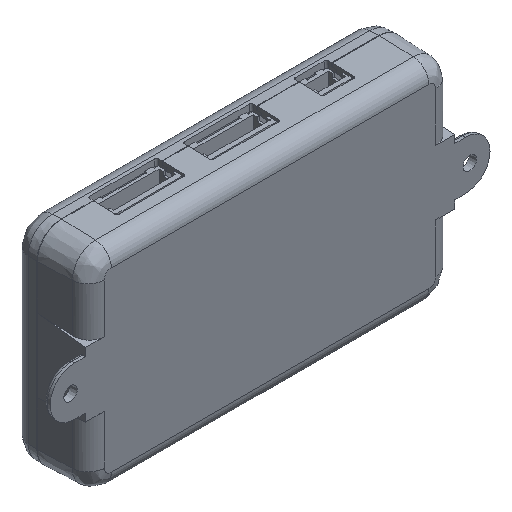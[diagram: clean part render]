
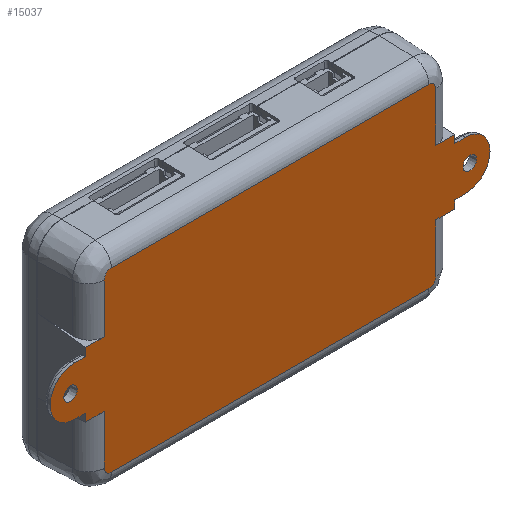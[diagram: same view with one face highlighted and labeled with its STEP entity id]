
A CAD part, isometric view. The second image highlights one B-rep face of the part: STEP entity #15037.
In plain terms, the highlighted planar face has unit normal (0, -1, 0).
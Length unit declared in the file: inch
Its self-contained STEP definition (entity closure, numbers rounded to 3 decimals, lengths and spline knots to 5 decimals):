
#678=FACE_BOUND($,#2643,.T.);
#679=FACE_BOUND($,#2644,.T.);
#878=CIRCLE($,#15882,0.10319);
#880=CIRCLE($,#15885,0.10319);
#917=CIRCLE($,#15947,0.375);
#918=CIRCLE($,#15948,0.10704);
#919=CIRCLE($,#15949,0.10704);
#920=CIRCLE($,#15950,0.375);
#921=CIRCLE($,#15951,0.10704);
#922=CIRCLE($,#15952,0.10704);
#1131=PLANE($,#15946);
#1810=FACE_OUTER_BOUND($,#2642,.T.);
#2642=EDGE_LOOP($,(#10918,#10919,#10920,#10921,#10922,#10923,#10924,#10925,
#10926,#10927,#10928,#10929,#10930,#10931,#10932,#10933,#10934,#10935,#10936,
#10937,#10938,#10939,#10940,#10941));
#2643=EDGE_LOOP($,(#10942));
#2644=EDGE_LOOP($,(#10943));
#3637=LINE($,#21243,#5349);
#3638=LINE($,#21245,#5350);
#3639=LINE($,#21249,#5351);
#3640=LINE($,#21251,#5352);
#3641=LINE($,#21253,#5353);
#3642=LINE($,#21255,#5354);
#3643=LINE($,#21259,#5355);
#3644=LINE($,#21263,#5356);
#3645=LINE($,#21265,#5357);
#3646=LINE($,#21267,#5358);
#3647=LINE($,#21269,#5359);
#3648=LINE($,#21273,#5360);
#3649=LINE($,#21275,#5361);
#3650=LINE($,#21277,#5362);
#3651=LINE($,#21279,#5363);
#3652=LINE($,#21283,#5364);
#3653=LINE($,#21287,#5365);
#3654=LINE($,#21288,#5366);
#5349=VECTOR($,#17318,0.12101);
#5350=VECTOR($,#17319,0.1676);
#5351=VECTOR($,#17322,0.1676);
#5352=VECTOR($,#17323,0.12101);
#5353=VECTOR($,#17324,0.28786);
#5354=VECTOR($,#17325,0.75399);
#5355=VECTOR($,#17328,4.875);
#5356=VECTOR($,#17331,0.75399);
#5357=VECTOR($,#17332,0.28786);
#5358=VECTOR($,#17333,0.12101);
#5359=VECTOR($,#17334,0.1676);
#5360=VECTOR($,#17337,0.1676);
#5361=VECTOR($,#17338,0.12101);
#5362=VECTOR($,#17339,0.28786);
#5363=VECTOR($,#17340,0.75399);
#5364=VECTOR($,#17343,4.875);
#5365=VECTOR($,#17346,0.75399);
#5366=VECTOR($,#17347,0.28786);
#7112=VERTEX_POINT($,#21129);
#7114=VERTEX_POINT($,#21134);
#7159=VERTEX_POINT($,#21241);
#7160=VERTEX_POINT($,#21242);
#7161=VERTEX_POINT($,#21244);
#7162=VERTEX_POINT($,#21246);
#7163=VERTEX_POINT($,#21248);
#7164=VERTEX_POINT($,#21250);
#7165=VERTEX_POINT($,#21252);
#7166=VERTEX_POINT($,#21254);
#7167=VERTEX_POINT($,#21256);
#7168=VERTEX_POINT($,#21258);
#7169=VERTEX_POINT($,#21260);
#7170=VERTEX_POINT($,#21262);
#7171=VERTEX_POINT($,#21264);
#7172=VERTEX_POINT($,#21266);
#7173=VERTEX_POINT($,#21268);
#7174=VERTEX_POINT($,#21270);
#7175=VERTEX_POINT($,#21272);
#7176=VERTEX_POINT($,#21274);
#7177=VERTEX_POINT($,#21276);
#7178=VERTEX_POINT($,#21278);
#7179=VERTEX_POINT($,#21280);
#7180=VERTEX_POINT($,#21282);
#7181=VERTEX_POINT($,#21284);
#7182=VERTEX_POINT($,#21286);
#8625=EDGE_CURVE($,#7112,#7112,#878,.T.);
#8627=EDGE_CURVE($,#7114,#7114,#880,.T.);
#8672=EDGE_CURVE($,#7159,#7160,#3637,.T.);
#8673=EDGE_CURVE($,#7161,#7159,#3638,.T.);
#8674=EDGE_CURVE($,#7162,#7161,#917,.T.);
#8675=EDGE_CURVE($,#7163,#7162,#3639,.T.);
#8676=EDGE_CURVE($,#7164,#7163,#3640,.T.);
#8677=EDGE_CURVE($,#7165,#7164,#3641,.T.);
#8678=EDGE_CURVE($,#7165,#7166,#3642,.T.);
#8679=EDGE_CURVE($,#7166,#7167,#918,.T.);
#8680=EDGE_CURVE($,#7167,#7168,#3643,.T.);
#8681=EDGE_CURVE($,#7168,#7169,#919,.T.);
#8682=EDGE_CURVE($,#7169,#7170,#3644,.T.);
#8683=EDGE_CURVE($,#7170,#7171,#3645,.T.);
#8684=EDGE_CURVE($,#7171,#7172,#3646,.T.);
#8685=EDGE_CURVE($,#7172,#7173,#3647,.T.);
#8686=EDGE_CURVE($,#7173,#7174,#920,.T.);
#8687=EDGE_CURVE($,#7174,#7175,#3648,.T.);
#8688=EDGE_CURVE($,#7175,#7176,#3649,.T.);
#8689=EDGE_CURVE($,#7176,#7177,#3650,.T.);
#8690=EDGE_CURVE($,#7177,#7178,#3651,.T.);
#8691=EDGE_CURVE($,#7178,#7179,#921,.T.);
#8692=EDGE_CURVE($,#7179,#7180,#3652,.T.);
#8693=EDGE_CURVE($,#7180,#7181,#922,.T.);
#8694=EDGE_CURVE($,#7181,#7182,#3653,.T.);
#8695=EDGE_CURVE($,#7160,#7182,#3654,.T.);
#10918=ORIENTED_EDGE($,*,*,#8672,.F.);
#10919=ORIENTED_EDGE($,*,*,#8673,.F.);
#10920=ORIENTED_EDGE($,*,*,#8674,.F.);
#10921=ORIENTED_EDGE($,*,*,#8675,.F.);
#10922=ORIENTED_EDGE($,*,*,#8676,.F.);
#10923=ORIENTED_EDGE($,*,*,#8677,.F.);
#10924=ORIENTED_EDGE($,*,*,#8678,.T.);
#10925=ORIENTED_EDGE($,*,*,#8679,.T.);
#10926=ORIENTED_EDGE($,*,*,#8680,.T.);
#10927=ORIENTED_EDGE($,*,*,#8681,.T.);
#10928=ORIENTED_EDGE($,*,*,#8682,.T.);
#10929=ORIENTED_EDGE($,*,*,#8683,.T.);
#10930=ORIENTED_EDGE($,*,*,#8684,.T.);
#10931=ORIENTED_EDGE($,*,*,#8685,.T.);
#10932=ORIENTED_EDGE($,*,*,#8686,.T.);
#10933=ORIENTED_EDGE($,*,*,#8687,.T.);
#10934=ORIENTED_EDGE($,*,*,#8688,.T.);
#10935=ORIENTED_EDGE($,*,*,#8689,.T.);
#10936=ORIENTED_EDGE($,*,*,#8690,.T.);
#10937=ORIENTED_EDGE($,*,*,#8691,.T.);
#10938=ORIENTED_EDGE($,*,*,#8692,.T.);
#10939=ORIENTED_EDGE($,*,*,#8693,.T.);
#10940=ORIENTED_EDGE($,*,*,#8694,.T.);
#10941=ORIENTED_EDGE($,*,*,#8695,.F.);
#10942=ORIENTED_EDGE($,*,*,#8625,.F.);
#10943=ORIENTED_EDGE($,*,*,#8627,.T.);
#15037=ADVANCED_FACE($,(#1810,#678,#679),#1131,.T.);
#15882=AXIS2_PLACEMENT_3D($,#21130,#17188,#17189);
#15885=AXIS2_PLACEMENT_3D($,#21135,#17194,#17195);
#15946=AXIS2_PLACEMENT_3D($,#21240,#17316,#17317);
#15947=AXIS2_PLACEMENT_3D($,#21247,#17320,#17321);
#15948=AXIS2_PLACEMENT_3D($,#21257,#17326,#17327);
#15949=AXIS2_PLACEMENT_3D($,#21261,#17329,#17330);
#15950=AXIS2_PLACEMENT_3D($,#21271,#17335,#17336);
#15951=AXIS2_PLACEMENT_3D($,#21281,#17341,#17342);
#15952=AXIS2_PLACEMENT_3D($,#21285,#17344,#17345);
#17188=DIRECTION('center_axis',(0.,-1.,0.));
#17189=DIRECTION('ref_axis',(0.,0.,1.));
#17194=DIRECTION('center_axis',(0.,1.,0.));
#17195=DIRECTION('ref_axis',(0.,0.,1.));
#17316=DIRECTION('center_axis',(0.,-1.,0.));
#17317=DIRECTION('ref_axis',(0.,0.,-1.));
#17318=DIRECTION($,(0.,0.,1.));
#17319=DIRECTION($,(1.,0.,0.));
#17320=DIRECTION('center_axis',(0.,1.,0.));
#17321=DIRECTION('ref_axis',(0.,0.,-1.));
#17322=DIRECTION($,(-1.,0.,0.));
#17323=DIRECTION($,(0.,0.,1.));
#17324=DIRECTION($,(-1.,0.,0.));
#17325=DIRECTION($,(0.,0.,-1.));
#17326=DIRECTION('center_axis',(0.,-1.,0.));
#17327=DIRECTION('ref_axis',(0.,0.,-1.));
#17328=DIRECTION($,(1.,0.,0.));
#17329=DIRECTION('center_axis',(0.,-1.,0.));
#17330=DIRECTION('ref_axis',(0.,0.,-1.));
#17331=DIRECTION($,(0.,0.,1.));
#17332=DIRECTION($,(1.,0.,0.));
#17333=DIRECTION($,(0.,0.,1.));
#17334=DIRECTION($,(1.,0.,0.));
#17335=DIRECTION('center_axis',(0.,-1.,0.));
#17336=DIRECTION('ref_axis',(0.,0.,-1.));
#17337=DIRECTION($,(-1.,0.,0.));
#17338=DIRECTION($,(0.,0.,1.));
#17339=DIRECTION($,(-1.,0.,0.));
#17340=DIRECTION($,(0.,0.,1.));
#17341=DIRECTION('center_axis',(0.,-1.,0.));
#17342=DIRECTION('ref_axis',(0.,0.,-1.));
#17343=DIRECTION($,(-1.,0.,0.));
#17344=DIRECTION('center_axis',(0.,-1.,0.));
#17345=DIRECTION('ref_axis',(0.,0.,-1.));
#17346=DIRECTION($,(0.,0.,-1.));
#17347=DIRECTION($,(1.,0.,0.));
#21129=CARTESIAN_POINT('',(-3.065,-0.76,0.10319));
#21130=CARTESIAN_POINT('Origin',(-3.065,-0.76,0.));
#21134=CARTESIAN_POINT('',(3.065,-0.76,0.10319));
#21135=CARTESIAN_POINT('Origin',(3.065,-0.76,0.));
#21240=CARTESIAN_POINT('Origin',(-2.4375,-0.76,-1.25));
#21241=CARTESIAN_POINT('',(-2.8324,-0.76,0.375));
#21242=CARTESIAN_POINT('',(-2.8324,-0.76,0.49601));
#21243=CARTESIAN_POINT($,(-2.8324,-0.76,-1.25));
#21244=CARTESIAN_POINT('',(-3.,-0.76,0.375));
#21245=CARTESIAN_POINT($,(-3.,-0.76,0.375));
#21246=CARTESIAN_POINT('',(-3.,-0.76,-0.375));
#21247=CARTESIAN_POINT('Origin',(-3.,-0.76,0.));
#21248=CARTESIAN_POINT('',(-2.8324,-0.76,-0.375));
#21249=CARTESIAN_POINT($,(-3.,-0.76,-0.375));
#21250=CARTESIAN_POINT('',(-2.8324,-0.76,-0.49601));
#21251=CARTESIAN_POINT($,(-2.8324,-0.76,-1.25));
#21252=CARTESIAN_POINT('',(-2.54454,-0.76,-0.49601));
#21253=CARTESIAN_POINT($,(-2.4375,-0.76,-0.49601));
#21254=CARTESIAN_POINT('',(-2.54454,-0.76,-1.25));
#21255=CARTESIAN_POINT($,(-2.54454,-0.76,-1.25));
#21256=CARTESIAN_POINT('',(-2.4375,-0.76,-1.35704));
#21257=CARTESIAN_POINT('Origin',(-2.4375,-0.76,-1.25));
#21258=CARTESIAN_POINT('',(2.4375,-0.76,-1.35704));
#21259=CARTESIAN_POINT($,(-2.4375,-0.76,-1.35704));
#21260=CARTESIAN_POINT('',(2.54454,-0.76,-1.25));
#21261=CARTESIAN_POINT('Origin',(2.4375,-0.76,-1.25));
#21262=CARTESIAN_POINT('',(2.54454,-0.76,-0.49601));
#21263=CARTESIAN_POINT($,(2.54454,-0.76,-1.25));
#21264=CARTESIAN_POINT('',(2.8324,-0.76,-0.49601));
#21265=CARTESIAN_POINT($,(-2.4375,-0.76,-0.49601));
#21266=CARTESIAN_POINT('',(2.8324,-0.76,-0.375));
#21267=CARTESIAN_POINT($,(2.8324,-0.76,-1.25));
#21268=CARTESIAN_POINT('',(3.,-0.76,-0.375));
#21269=CARTESIAN_POINT($,(3.,-0.76,-0.375));
#21270=CARTESIAN_POINT('',(3.,-0.76,0.375));
#21271=CARTESIAN_POINT('Origin',(3.,-0.76,0.));
#21272=CARTESIAN_POINT('',(2.8324,-0.76,0.375));
#21273=CARTESIAN_POINT($,(3.,-0.76,0.375));
#21274=CARTESIAN_POINT('',(2.8324,-0.76,0.49601));
#21275=CARTESIAN_POINT($,(2.8324,-0.76,-1.25));
#21276=CARTESIAN_POINT('',(2.54454,-0.76,0.49601));
#21277=CARTESIAN_POINT($,(-2.4375,-0.76,0.49601));
#21278=CARTESIAN_POINT('',(2.54454,-0.76,1.25));
#21279=CARTESIAN_POINT($,(2.54454,-0.76,-1.25));
#21280=CARTESIAN_POINT('',(2.4375,-0.76,1.35704));
#21281=CARTESIAN_POINT('Origin',(2.4375,-0.76,1.25));
#21282=CARTESIAN_POINT('',(-2.4375,-0.76,1.35704));
#21283=CARTESIAN_POINT($,(-2.4375,-0.76,1.35704));
#21284=CARTESIAN_POINT('',(-2.54454,-0.76,1.25));
#21285=CARTESIAN_POINT('Origin',(-2.4375,-0.76,1.25));
#21286=CARTESIAN_POINT('',(-2.54454,-0.76,0.49601));
#21287=CARTESIAN_POINT($,(-2.54454,-0.76,-1.25));
#21288=CARTESIAN_POINT($,(-2.4375,-0.76,0.49601));
